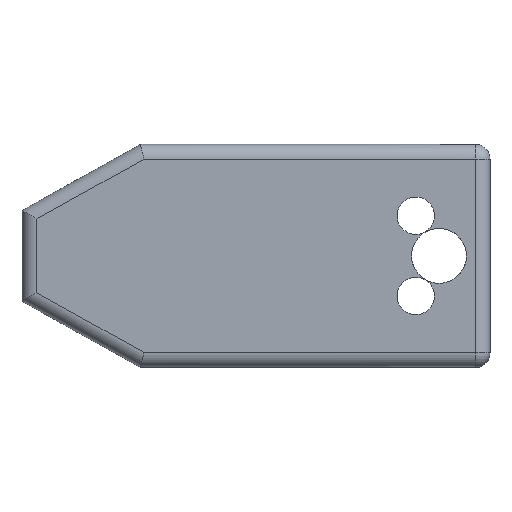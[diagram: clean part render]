
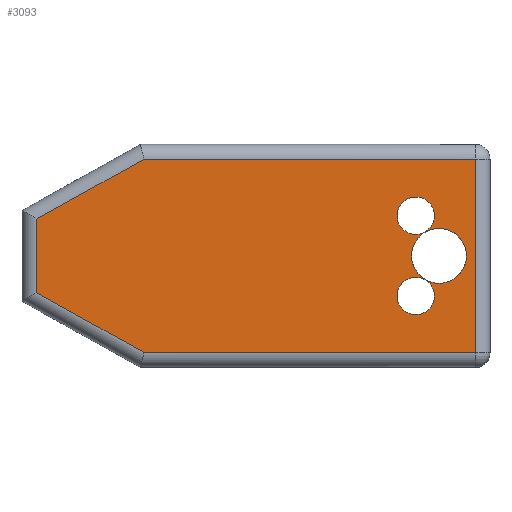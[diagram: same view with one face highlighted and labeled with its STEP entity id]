
A CAD part, top view. The second image highlights one B-rep face of the part: STEP entity #3093.
In plain terms, the highlighted planar face has unit normal (0, 0, 1).
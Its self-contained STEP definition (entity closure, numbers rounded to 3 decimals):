
#58 = VERTEX_POINT ( 'NONE', #3125 ) ;
#113 = VERTEX_POINT ( 'NONE', #4326 ) ;
#169 = FACE_BOUND ( 'NONE', #1069, .T. ) ;
#210 = EDGE_CURVE ( 'NONE', #1061, #113, #2749, .T. ) ;
#213 = DIRECTION ( 'NONE',  ( -1., 0., 0. ) ) ;
#238 = AXIS2_PLACEMENT_3D ( 'NONE', #483, #4519, #2547 ) ;
#244 = AXIS2_PLACEMENT_3D ( 'NONE', #2207, #3656, #3944 ) ;
#254 = ORIENTED_EDGE ( 'NONE', *, *, #488, .T. ) ;
#255 = ORIENTED_EDGE ( 'NONE', *, *, #3009, .T. ) ;
#258 = CARTESIAN_POINT ( 'NONE',  ( -13.138, 6.825, 0. ) ) ;
#274 = ORIENTED_EDGE ( 'NONE', *, *, #1684, .T. ) ;
#300 = DIRECTION ( 'NONE',  ( -1., 0., 0. ) ) ;
#436 = EDGE_CURVE ( 'NONE', #583, #3431, #1394, .T. ) ;
#464 = CIRCLE ( 'NONE', #244, 2.55 ) ;
#483 = CARTESIAN_POINT ( 'NONE',  ( 32.569, 20.675, 0. ) ) ;
#488 = EDGE_CURVE ( 'NONE', #1272, #58, #3263, .T. ) ;
#568 = ORIENTED_EDGE ( 'NONE', *, *, #3992, .T. ) ;
#583 = VERTEX_POINT ( 'NONE', #1878 ) ;
#631 = CARTESIAN_POINT ( 'NONE',  ( 35.119, 20.675, 0. ) ) ;
#662 = DIRECTION ( 'NONE',  ( 0., 0., -1. ) ) ;
#664 = CARTESIAN_POINT ( 'NONE',  ( 35.73, 15.2, 0. ) ) ;
#680 = AXIS2_PLACEMENT_3D ( 'NONE', #2954, #4096, #3787 ) ;
#681 = VERTEX_POINT ( 'NONE', #1143 ) ;
#702 = LINE ( 'NONE', #2867, #3060 ) ;
#760 = LINE ( 'NONE', #2247, #2023 ) ;
#1061 = VERTEX_POINT ( 'NONE', #4243 ) ;
#1069 = EDGE_LOOP ( 'NONE', ( #2504, #3024 ) ) ;
#1072 = DIRECTION ( 'NONE',  ( -1., 0., 0. ) ) ;
#1141 = VECTOR ( 'NONE', #2502, 1000. ) ;
#1143 = CARTESIAN_POINT ( 'NONE',  ( -4.48, 28.4, 0. ) ) ;
#1163 = CIRCLE ( 'NONE', #238, 2.55 ) ;
#1164 = CARTESIAN_POINT ( 'NONE',  ( 32.569, 20.675, 0. ) ) ;
#1210 = ORIENTED_EDGE ( 'NONE', *, *, #2426, .T. ) ;
#1272 = VERTEX_POINT ( 'NONE', #2489 ) ;
#1275 = FACE_BOUND ( 'NONE', #2410, .T. ) ;
#1372 = EDGE_LOOP ( 'NONE', ( #1484, #3790 ) ) ;
#1394 = LINE ( 'NONE', #3645, #1141 ) ;
#1484 = ORIENTED_EDGE ( 'NONE', *, *, #210, .T. ) ;
#1518 = CARTESIAN_POINT ( 'NONE',  ( 30.019, 20.675, 0. ) ) ;
#1556 = EDGE_CURVE ( 'NONE', #2337, #1272, #3698, .T. ) ;
#1588 = CARTESIAN_POINT ( 'NONE',  ( -5., 28.4, 0. ) ) ;
#1684 = EDGE_CURVE ( 'NONE', #2589, #3483, #2091, .T. ) ;
#1695 = CARTESIAN_POINT ( 'NONE',  ( -19.15, 20.225, 0. ) ) ;
#1878 = CARTESIAN_POINT ( 'NONE',  ( 40.69, 2., 0. ) ) ;
#1979 = LINE ( 'NONE', #1588, #4446 ) ;
#2023 = VECTOR ( 'NONE', #3354, 1000. ) ;
#2091 = CIRCLE ( 'NONE', #4610, 2.55 ) ;
#2120 = CARTESIAN_POINT ( 'NONE',  ( 32.569, 9.725, 0. ) ) ;
#2207 = CARTESIAN_POINT ( 'NONE',  ( 32.569, 9.725, 0. ) ) ;
#2241 = VERTEX_POINT ( 'NONE', #631 ) ;
#2247 = CARTESIAN_POINT ( 'NONE',  ( 0., 2., 0. ) ) ;
#2337 = VERTEX_POINT ( 'NONE', #1695 ) ;
#2410 = EDGE_LOOP ( 'NONE', ( #274, #568 ) ) ;
#2417 = CARTESIAN_POINT ( 'NONE',  ( 0., 30.4, 0. ) ) ;
#2426 = EDGE_CURVE ( 'NONE', #681, #2337, #702, .T. ) ;
#2435 = PLANE ( 'NONE',  #4221 ) ;
#2489 = CARTESIAN_POINT ( 'NONE',  ( -19.15, 10.175, 0. ) ) ;
#2502 = DIRECTION ( 'NONE',  ( 0., 1., 0. ) ) ;
#2504 = ORIENTED_EDGE ( 'NONE', *, *, #2811, .T. ) ;
#2547 = DIRECTION ( 'NONE',  ( -1., 0., 0. ) ) ;
#2589 = VERTEX_POINT ( 'NONE', #4123 ) ;
#2716 = DIRECTION ( 'NONE',  ( -1., 0., 0. ) ) ;
#2731 = CARTESIAN_POINT ( 'NONE',  ( 35.119, 9.725, 0. ) ) ;
#2739 = FACE_BOUND ( 'NONE', #1372, .T. ) ;
#2749 = CIRCLE ( 'NONE', #680, 3.75 ) ;
#2765 = VECTOR ( 'NONE', #3337, 1000. ) ;
#2811 = EDGE_CURVE ( 'NONE', #4010, #2241, #3534, .T. ) ;
#2867 = CARTESIAN_POINT ( 'NONE',  ( -0.211, 30.779, 0. ) ) ;
#2954 = CARTESIAN_POINT ( 'NONE',  ( 35.73, 15.2, 0. ) ) ;
#3009 = EDGE_CURVE ( 'NONE', #3431, #681, #1979, .T. ) ;
#3024 = ORIENTED_EDGE ( 'NONE', *, *, #3806, .T. ) ;
#3047 = CARTESIAN_POINT ( 'NONE',  ( -19.15, 9., 0. ) ) ;
#3053 = DIRECTION ( 'NONE',  ( 0., 0., -1. ) ) ;
#3060 = VECTOR ( 'NONE', #4056, 1000. ) ;
#3093 = ADVANCED_FACE ( 'NONE', ( #4252, #1275, #169, #2739 ), #2435, .F. ) ;
#3114 = CARTESIAN_POINT ( 'NONE',  ( 40.69, 28.4, 0. ) ) ;
#3125 = CARTESIAN_POINT ( 'NONE',  ( -4.48, 2., 0. ) ) ;
#3186 = DIRECTION ( 'NONE',  ( 0., 0., -1. ) ) ;
#3209 = ORIENTED_EDGE ( 'NONE', *, *, #1556, .T. ) ;
#3241 = CIRCLE ( 'NONE', #4391, 3.75 ) ;
#3263 = LINE ( 'NONE', #258, #3522 ) ;
#3337 = DIRECTION ( 'NONE',  ( 0., -1., 0. ) ) ;
#3354 = DIRECTION ( 'NONE',  ( 1., 0., 0. ) ) ;
#3380 = EDGE_LOOP ( 'NONE', ( #3209, #254, #4508, #4408, #255, #1210 ) ) ;
#3431 = VERTEX_POINT ( 'NONE', #3114 ) ;
#3483 = VERTEX_POINT ( 'NONE', #2731 ) ;
#3522 = VECTOR ( 'NONE', #4319, 1000. ) ;
#3534 = CIRCLE ( 'NONE', #4683, 2.55 ) ;
#3645 = CARTESIAN_POINT ( 'NONE',  ( 40.69, 30.4, 0. ) ) ;
#3656 = DIRECTION ( 'NONE',  ( 0., 0., -1. ) ) ;
#3698 = LINE ( 'NONE', #3047, #2765 ) ;
#3787 = DIRECTION ( 'NONE',  ( -1., 0., 0. ) ) ;
#3790 = ORIENTED_EDGE ( 'NONE', *, *, #4714, .T. ) ;
#3806 = EDGE_CURVE ( 'NONE', #2241, #4010, #1163, .T. ) ;
#3818 = DIRECTION ( 'NONE',  ( -1., 0., 0. ) ) ;
#3868 = DIRECTION ( 'NONE',  ( 0., 0., -1. ) ) ;
#3944 = DIRECTION ( 'NONE',  ( -1., 0., 0. ) ) ;
#3992 = EDGE_CURVE ( 'NONE', #3483, #2589, #464, .T. ) ;
#4010 = VERTEX_POINT ( 'NONE', #1518 ) ;
#4056 = DIRECTION ( 'NONE',  ( -0.874, -0.487, 0. ) ) ;
#4096 = DIRECTION ( 'NONE',  ( 0., 0., -1. ) ) ;
#4123 = CARTESIAN_POINT ( 'NONE',  ( 30.019, 9.725, 0. ) ) ;
#4221 = AXIS2_PLACEMENT_3D ( 'NONE', #2417, #3868, #213 ) ;
#4243 = CARTESIAN_POINT ( 'NONE',  ( 31.98, 15.2, 0. ) ) ;
#4252 = FACE_OUTER_BOUND ( 'NONE', #3380, .T. ) ;
#4319 = DIRECTION ( 'NONE',  ( 0.874, -0.487, 0. ) ) ;
#4326 = CARTESIAN_POINT ( 'NONE',  ( 39.48, 15.2, 0. ) ) ;
#4391 = AXIS2_PLACEMENT_3D ( 'NONE', #664, #3186, #1072 ) ;
#4408 = ORIENTED_EDGE ( 'NONE', *, *, #436, .T. ) ;
#4446 = VECTOR ( 'NONE', #2716, 1000. ) ;
#4508 = ORIENTED_EDGE ( 'NONE', *, *, #4567, .T. ) ;
#4519 = DIRECTION ( 'NONE',  ( 0., 0., -1. ) ) ;
#4567 = EDGE_CURVE ( 'NONE', #58, #583, #760, .T. ) ;
#4610 = AXIS2_PLACEMENT_3D ( 'NONE', #2120, #662, #300 ) ;
#4683 = AXIS2_PLACEMENT_3D ( 'NONE', #1164, #3053, #3818 ) ;
#4714 = EDGE_CURVE ( 'NONE', #113, #1061, #3241, .T. ) ;
